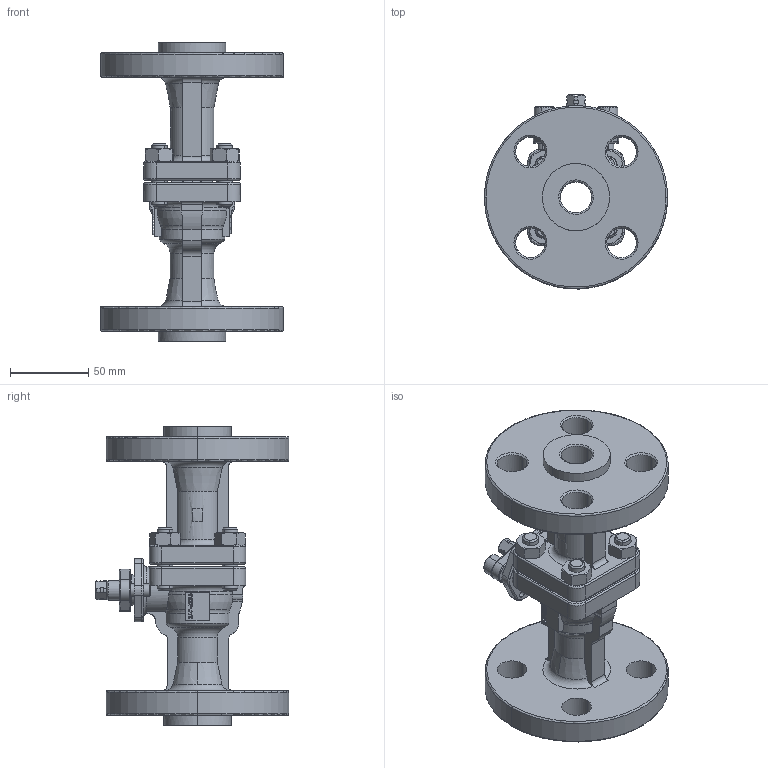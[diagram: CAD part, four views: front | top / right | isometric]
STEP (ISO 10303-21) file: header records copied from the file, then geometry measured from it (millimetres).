
FILE_DESCRIPTION (( 'STEP AP214' ), '1' );
FILE_NAME ('FM-F6-0075-XXX.step', '2019-10-30T12:42:03', ( '' ), ( '' ), 'SwSTEP 2.0', 'SolidWorks 2019', '' );
FILE_SCHEMA (( 'AUTOMOTIVE_DESIGN' ));
Length unit declared in the file: inch
Products named in the file (1): FM-F6-0075-XXX
Bounding box: 117 x 123.95 x 191 mm (x, y, z)
Surface area: 110942.3 mm2 (no closed solid volume)
Topology: 0 solids, 33 shells, 574 faces, 1623 edges, 1075 vertices
Faces by surface type: plane 201, cylinder 162, cone 98, torus 64, bspline 45, sphere 4
Entity records: 36877 total; most frequent: CARTESIAN_POINT 17912, ORIENTED_EDGE 2865, EDGE_CURVE 1619, B_SPLINE_CURVE_WITH_KNOTS 1515, DIRECTION 1200, VERTEX_POINT 1075, EDGE_LOOP 640, UNCERTAINTY_MEASURE_WITH_UNIT 576
